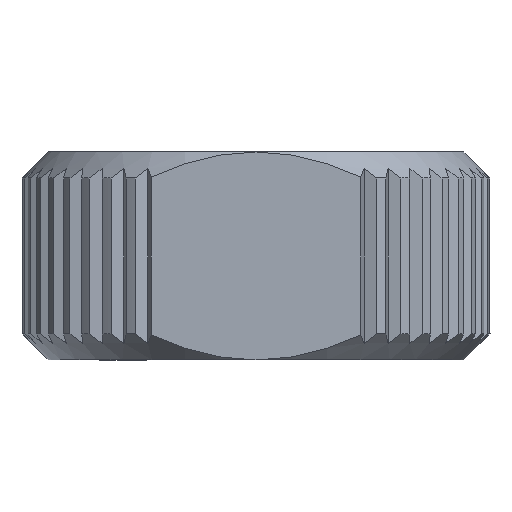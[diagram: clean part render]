
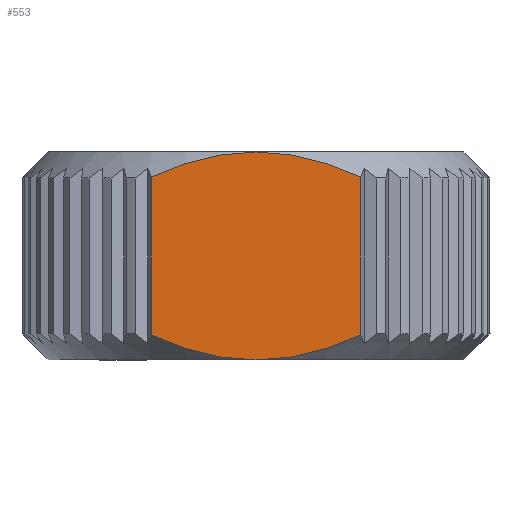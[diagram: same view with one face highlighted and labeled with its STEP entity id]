
A CAD part, front view. The second image highlights one B-rep face of the part: STEP entity #553.
In plain terms, the highlighted planar face has unit normal (0, -1, 0).
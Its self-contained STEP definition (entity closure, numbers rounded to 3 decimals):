
#31 = CARTESIAN_POINT ( 'NONE',  ( 1.731, -8., 7.821 ) ) ;
#70 = CARTESIAN_POINT ( 'NONE',  ( 0., -8., 0. ) ) ;
#83 = CARTESIAN_POINT ( 'NONE',  ( 0.701, -8., 7.977 ) ) ;
#105 = EDGE_CURVE ( 'NONE', #5361, #4060, #1041, .T. ) ;
#256 = CARTESIAN_POINT ( 'NONE',  ( -1.391, -8., 7.907 ) ) ;
#411 = EDGE_LOOP ( 'NONE', ( #4353, #754, #3570, #5221, #1671, #2688 ) ) ;
#490 = CARTESIAN_POINT ( 'NONE',  ( 4.037, -8., 7.039 ) ) ;
#539 = B_SPLINE_CURVE_WITH_KNOTS ( 'NONE', 3,
 ( #3768, #3809, #256, #1125, #4253, #1610, #4689, #2071 ),
 .UNSPECIFIED., .F., .F.,
 ( 4, 2, 2, 4 ),
 ( 0.01, 0.012, 0.013, 0.014 ),
 .UNSPECIFIED. ) ;
#553 = ADVANCED_FACE ( 'NONE', ( #5330 ), #2953, .F. ) ;
#754 = ORIENTED_EDGE ( 'NONE', *, *, #1159, .F. ) ;
#892 = CARTESIAN_POINT ( 'NONE',  ( 0.701, -8., 0.023 ) ) ;
#917 = CARTESIAN_POINT ( 'NONE',  ( 3.4, -8., 7.313 ) ) ;
#997 = CARTESIAN_POINT ( 'NONE',  ( 0., -8., 8. ) ) ;
#1004 = CARTESIAN_POINT ( 'NONE',  ( 1.731, -8., 0.179 ) ) ;
#1025 = CARTESIAN_POINT ( 'NONE',  ( -4.037, -8., 0. ) ) ;
#1041 = B_SPLINE_CURVE_WITH_KNOTS ( 'NONE', 3,
 ( #5088, #1102, #892, #2640, #1004, #2784, #3214, #1794, #3100, #2738 ),
 .UNSPECIFIED., .F., .F.,
 ( 4, 2, 2, 2, 4 ),
 ( 0.007, 0.008, 0.009, 0.01, 0.011 ),
 .UNSPECIFIED. ) ;
#1102 = CARTESIAN_POINT ( 'NONE',  ( 0.351, -8., 0. ) ) ;
#1125 = CARTESIAN_POINT ( 'NONE',  ( -2.41, -8., 7.651 ) ) ;
#1159 = EDGE_CURVE ( 'NONE', #2734, #4060, #2447, .T. ) ;
#1404 = CARTESIAN_POINT ( 'NONE',  ( 4.037, -8., 0. ) ) ;
#1433 = EDGE_CURVE ( 'NONE', #5171, #5361, #3839, .T. ) ;
#1442 = CARTESIAN_POINT ( 'NONE',  ( 0., -8., 8. ) ) ;
#1610 = CARTESIAN_POINT ( 'NONE',  ( -3.4, -8., 7.313 ) ) ;
#1632 = CARTESIAN_POINT ( 'NONE',  ( -2.745, -8., 0.452 ) ) ;
#1671 = ORIENTED_EDGE ( 'NONE', *, *, #4306, .F. ) ;
#1684 = EDGE_CURVE ( 'NONE', #2734, #4162, #5614, .T. ) ;
#1794 = CARTESIAN_POINT ( 'NONE',  ( 3.4, -8., 0.687 ) ) ;
#1952 = AXIS2_PLACEMENT_3D ( 'NONE', #3342, #4220, #5128 ) ;
#2071 = CARTESIAN_POINT ( 'NONE',  ( -4.037, -8., 7.039 ) ) ;
#2090 = CARTESIAN_POINT ( 'NONE',  ( -3.4, -8., 0.687 ) ) ;
#2309 = CARTESIAN_POINT ( 'NONE',  ( 4.037, -8., 7.039 ) ) ;
#2447 = LINE ( 'NONE', #1404, #3125 ) ;
#2459 = CARTESIAN_POINT ( 'NONE',  ( 0., -8., 0. ) ) ;
#2640 = CARTESIAN_POINT ( 'NONE',  ( 1.391, -8., 0.113 ) ) ;
#2688 = ORIENTED_EDGE ( 'NONE', *, *, #1433, .T. ) ;
#2703 = VECTOR ( 'NONE', #5478, 1000. ) ;
#2734 = VERTEX_POINT ( 'NONE', #490 ) ;
#2738 = CARTESIAN_POINT ( 'NONE',  ( 4.037, -8., 0.961 ) ) ;
#2784 = CARTESIAN_POINT ( 'NONE',  ( 2.406, -8., 0.347 ) ) ;
#2953 = PLANE ( 'NONE',  #1952 ) ;
#2956 = CARTESIAN_POINT ( 'NONE',  ( -2.41, -8., 0.349 ) ) ;
#3100 = CARTESIAN_POINT ( 'NONE',  ( 3.722, -8., 0.819 ) ) ;
#3125 = VECTOR ( 'NONE', #5400, 1000. ) ;
#3214 = CARTESIAN_POINT ( 'NONE',  ( 2.74, -8., 0.451 ) ) ;
#3342 = CARTESIAN_POINT ( 'NONE',  ( -9., -8., 0. ) ) ;
#3539 = CARTESIAN_POINT ( 'NONE',  ( 4.037, -8., 0.961 ) ) ;
#3570 = ORIENTED_EDGE ( 'NONE', *, *, #1684, .T. ) ;
#3617 = CARTESIAN_POINT ( 'NONE',  ( 2.406, -8., 7.653 ) ) ;
#3768 = CARTESIAN_POINT ( 'NONE',  ( 0., -8., 8. ) ) ;
#3807 = VERTEX_POINT ( 'NONE', #4248 ) ;
#3806 = CARTESIAN_POINT ( 'NONE',  ( -1.391, -8., 0.093 ) ) ;
#3809 = CARTESIAN_POINT ( 'NONE',  ( -0.702, -8., 8. ) ) ;
#3839 = B_SPLINE_CURVE_WITH_KNOTS ( 'NONE', 3,
 ( #4268, #4708, #2090, #1632, #2956, #3806, #5153, #2459 ),
 .UNSPECIFIED., .F., .F.,
 ( 4, 2, 2, 4 ),
 ( 0.002, 0.003, 0.005, 0.007 ),
 .UNSPECIFIED. ) ;
#3891 = LINE ( 'NONE', #1025, #2703 ) ;
#3991 = CARTESIAN_POINT ( 'NONE',  ( 1.391, -8., 7.887 ) ) ;
#4060 = VERTEX_POINT ( 'NONE', #3539 ) ;
#4153 = CARTESIAN_POINT ( 'NONE',  ( 2.74, -8., 7.549 ) ) ;
#4162 = VERTEX_POINT ( 'NONE', #1442 ) ;
#4220 = DIRECTION ( 'NONE',  ( 0., 1., 0. ) ) ;
#4248 = CARTESIAN_POINT ( 'NONE',  ( -4.037, -8., 7.039 ) ) ;
#4253 = CARTESIAN_POINT ( 'NONE',  ( -2.745, -8., 7.548 ) ) ;
#4268 = CARTESIAN_POINT ( 'NONE',  ( -4.037, -8., 0.961 ) ) ;
#4306 = EDGE_CURVE ( 'NONE', #5171, #3807, #3891, .T. ) ;
#4353 = ORIENTED_EDGE ( 'NONE', *, *, #105, .T. ) ;
#4689 = CARTESIAN_POINT ( 'NONE',  ( -3.721, -8., 7.181 ) ) ;
#4708 = CARTESIAN_POINT ( 'NONE',  ( -3.721, -8., 0.819 ) ) ;
#5088 = CARTESIAN_POINT ( 'NONE',  ( 0., -8., 0. ) ) ;
#5128 = DIRECTION ( 'NONE',  ( 0., 0., 1. ) ) ;
#5153 = CARTESIAN_POINT ( 'NONE',  ( -0.702, -8., 0. ) ) ;
#5171 = VERTEX_POINT ( 'NONE', #5208 ) ;
#5208 = CARTESIAN_POINT ( 'NONE',  ( -4.037, -8., 0.961 ) ) ;
#5221 = ORIENTED_EDGE ( 'NONE', *, *, #5711, .T. ) ;
#5330 = FACE_OUTER_BOUND ( 'NONE', #411, .T. ) ;
#5361 = VERTEX_POINT ( 'NONE', #70 ) ;
#5366 = CARTESIAN_POINT ( 'NONE',  ( 0.351, -8., 8. ) ) ;
#5389 = CARTESIAN_POINT ( 'NONE',  ( 3.722, -8., 7.181 ) ) ;
#5400 = DIRECTION ( 'NONE',  ( 0., 0., -1. ) ) ;
#5478 = DIRECTION ( 'NONE',  ( 0., 0., 1. ) ) ;
#5614 = B_SPLINE_CURVE_WITH_KNOTS ( 'NONE', 3,
 ( #2309, #5389, #917, #4153, #3617, #31, #3991, #83, #5366, #997 ),
 .UNSPECIFIED., .F., .F.,
 ( 4, 2, 2, 2, 4 ),
 ( 0.006, 0.007, 0.008, 0.009, 0.01 ),
 .UNSPECIFIED. ) ;
#5711 = EDGE_CURVE ( 'NONE', #4162, #3807, #539, .T. ) ;
